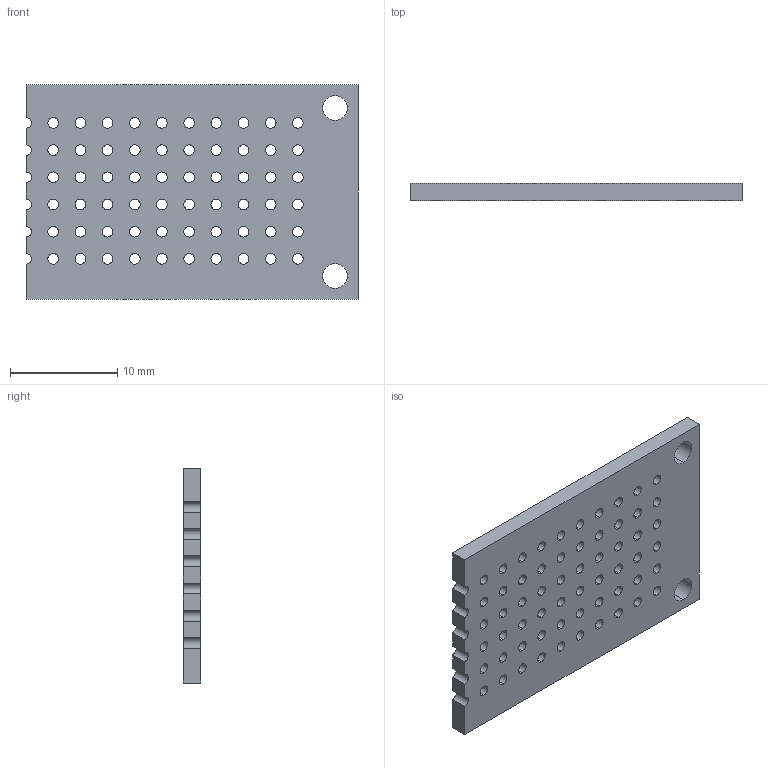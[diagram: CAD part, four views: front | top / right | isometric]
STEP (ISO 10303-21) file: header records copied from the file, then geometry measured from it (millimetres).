
FILE_DESCRIPTION (( 'STEP AP203' ), '1' );
FILE_NAME ('cut_2cmX8cm_protoboard.step', '2019-10-07T21:26:04', ( '' ), ( '' ), 'SwSTEP 2.0', 'SolidWorks 2017', '' );
FILE_SCHEMA (( 'CONFIG_CONTROL_DESIGN' ));
Length unit declared in the file: inch
Products named in the file (1): cut_2cmX8cm_protoboard
Bounding box: 31.02 x 1.6 x 20 mm (x, y, z)
Volume: 900.2 mm3; surface area: 1618.7 mm2
Topology: 1 solids, 1 shells, 142 faces, 420 edges, 280 vertices
Faces by surface type: cylinder 130, plane 12
Entity records: 5231 total; most frequent: DIRECTION 966, CARTESIAN_POINT 843, ORIENTED_EDGE 840, EDGE_CURVE 420, AXIS2_PLACEMENT_3D 403, VERTEX_POINT 280, EDGE_LOOP 266, CIRCLE 260
